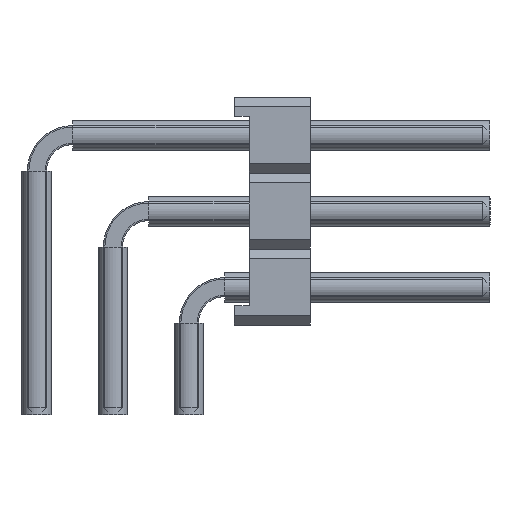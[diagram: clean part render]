
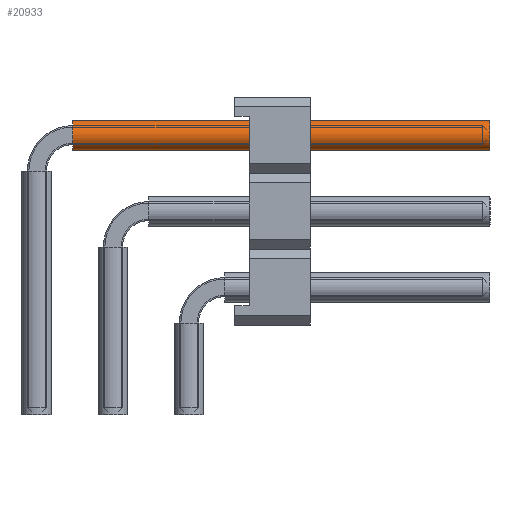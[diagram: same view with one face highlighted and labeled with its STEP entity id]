
A CAD part, left-side view. The second image highlights one B-rep face of the part: STEP entity #20933.
In plain terms, the highlighted cylindrical face has radius 0.5 mm (diameter 1 mm), a full revolution.
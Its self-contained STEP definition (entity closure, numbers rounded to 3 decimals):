
#11226=ORIENTED_EDGE('',*,*,#14296,.F.);
#11227=ORIENTED_EDGE('',*,*,#14297,.T.);
#14296=EDGE_CURVE('',#16316,#16316,#17128,.T.);
#14297=EDGE_CURVE('',#16317,#16317,#17129,.T.);
#16316=VERTEX_POINT('',#34870);
#16317=VERTEX_POINT('',#34872);
#17128=CIRCLE('',#22835,0.5);
#17129=CIRCLE('',#22836,0.5);
#18316=EDGE_LOOP('',(#11226));
#18317=EDGE_LOOP('',(#11227));
#19518=FACE_BOUND('',#18316,.T.);
#19519=FACE_BOUND('',#18317,.T.);
#19937=CYLINDRICAL_SURFACE('',#22834,0.5);
#20933=ADVANCED_FACE('',(#19518,#19519),#19937,.F.);
#22834=AXIS2_PLACEMENT_3D('',#34868,#28669,#28670);
#22835=AXIS2_PLACEMENT_3D('',#34869,#28671,#28672);
#22836=AXIS2_PLACEMENT_3D('',#34871,#28673,#28674);
#28669=DIRECTION('',(1.,0.,0.));
#28670=DIRECTION('',(0.,0.,-1.));
#28671=DIRECTION('',(-1.,0.,0.));
#28672=DIRECTION('',(0.,0.,1.));
#28673=DIRECTION('',(-1.,0.,0.));
#28674=DIRECTION('',(0.,0.,1.));
#34868=CARTESIAN_POINT('',(1.2,0.,9.35));
#34869=CARTESIAN_POINT('',(15.14,0.,9.35));
#34870=CARTESIAN_POINT('',(15.14,0.,9.85));
#34871=CARTESIAN_POINT('',(1.2,0.,9.35));
#34872=CARTESIAN_POINT('',(1.2,0.,9.85));
